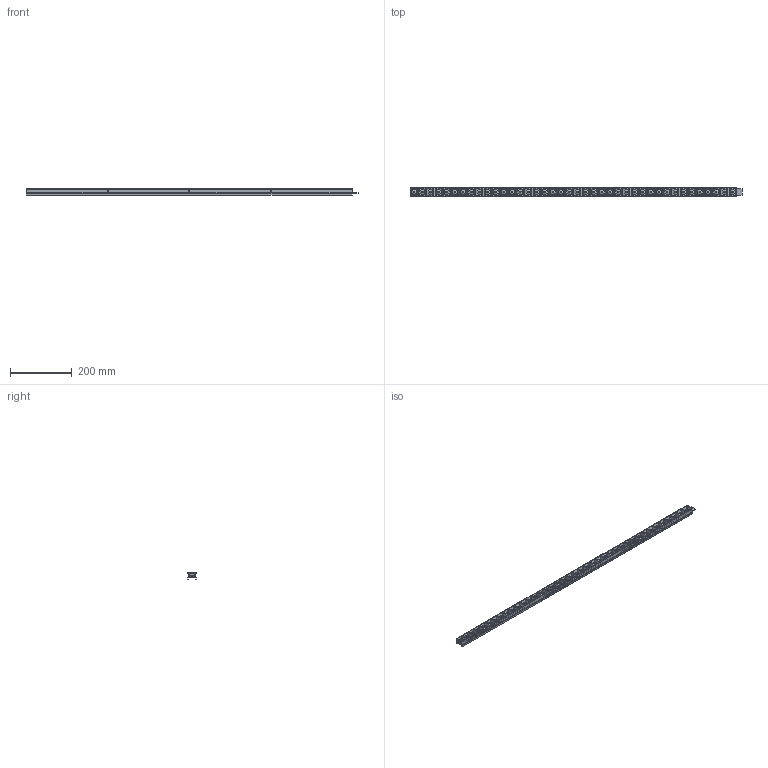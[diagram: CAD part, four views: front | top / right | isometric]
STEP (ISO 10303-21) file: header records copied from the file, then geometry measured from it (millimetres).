
FILE_DESCRIPTION (( 'STEP AP214' ), '1' );
FILE_NAME ('LN_INDV_G2_LISOEV_1200.STEP', '2025-07-28T11:22:01', ( '' ), ( '' ), 'SwSTEP 2.0', 'SolidWorks 2024', '' );
FILE_SCHEMA (( 'AUTOMOTIVE_DESIGN' ));
Length unit declared in the file: millimetre
Products named in the file (1): LN_INDV_G2_LISOEV_1200
Bounding box: 1077.4 x 26.8 x 19.65 mm (x, y, z)
Volume: 290328.4 mm3; surface area: 270666.6 mm2
Topology: 10 solids, 10 shells, 556 faces, 1812 edges, 1320 vertices
Faces by surface type: bspline 320, plane 156, cone 80
Entity records: 74632 total; most frequent: CARTESIAN_POINT 61609, ORIENTED_EDGE 3624, EDGE_CURVE 1812, B_SPLINE_CURVE_WITH_KNOTS 1328, VERTEX_POINT 1320, DIRECTION 1118, EDGE_LOOP 680, ADVANCED_FACE 556
